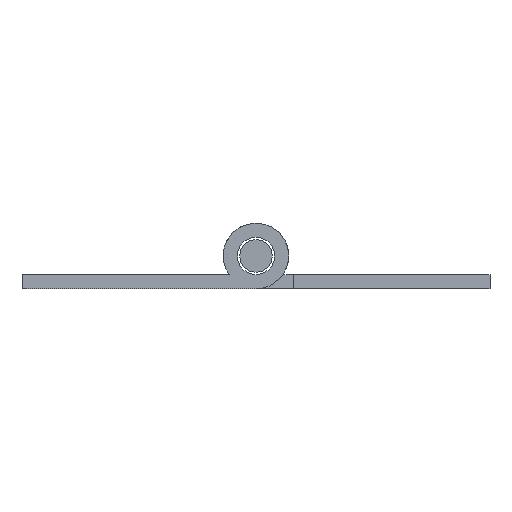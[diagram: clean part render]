
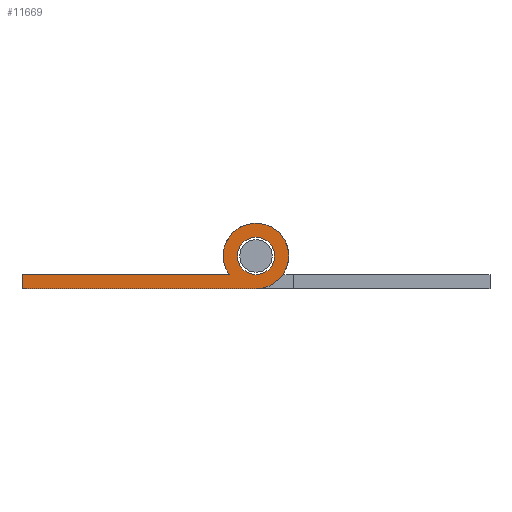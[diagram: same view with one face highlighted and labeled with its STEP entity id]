
A CAD part, front view. The second image highlights one B-rep face of the part: STEP entity #11669.
In plain terms, the highlighted planar face has unit normal (0, -1, 0).
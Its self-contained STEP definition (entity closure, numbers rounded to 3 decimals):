
#860 = DIRECTION ( 'NONE',  ( 0., 0., 1. ) ) ;
#861 = VECTOR ( 'NONE', #860, 1000. ) ;
#862 = CARTESIAN_POINT ( 'NONE',  ( -25., -900., -2. ) ) ;
#863 = LINE ( 'NONE', #862, #861 ) ;
#864 = DIRECTION ( 'NONE',  ( 0., 0., 1. ) ) ;
#865 = DIRECTION ( 'NONE',  ( 0., 1., 0. ) ) ;
#866 = CARTESIAN_POINT ( 'NONE',  ( 0., -900., 0. ) ) ;
#867 = AXIS2_PLACEMENT_3D ( 'NONE', #866, #865, #864 ) ;
#868 = PLANE ( 'NONE',  #867 ) ;
#869 = FACE_BOUND ( 'NONE', #11655, .T. ) ;
#870 = FACE_OUTER_BOUND ( 'NONE', #11670, .T. ) ;
#881 = DIRECTION ( 'NONE',  ( 0., 0., 1. ) ) ;
#882 = DIRECTION ( 'NONE',  ( 0., 1., 0. ) ) ;
#883 = CARTESIAN_POINT ( 'NONE',  ( 0., -900., 0. ) ) ;
#884 = AXIS2_PLACEMENT_3D ( 'NONE', #883, #882, #881 ) ;
#885 = CIRCLE ( 'NONE', #884, 2. ) ;
#886 = DIRECTION ( 'NONE',  ( 1., 0., 0. ) ) ;
#887 = VECTOR ( 'NONE', #886, 1000. ) ;
#888 = CARTESIAN_POINT ( 'NONE',  ( -2.872, -900., -2. ) ) ;
#889 = LINE ( 'NONE', #888, #887 ) ;
#910 = CARTESIAN_POINT ( 'NONE',  ( -2.872, -900., -2. ) ) ;
#911 = DIRECTION ( 'NONE',  ( 0., 0., 1. ) ) ;
#912 = DIRECTION ( 'NONE',  ( 0., 1., 0. ) ) ;
#913 = CARTESIAN_POINT ( 'NONE',  ( 0., -900., 0. ) ) ;
#914 = AXIS2_PLACEMENT_3D ( 'NONE', #913, #912, #911 ) ;
#915 = CIRCLE ( 'NONE', #914, 3.5 ) ;
#916 = CARTESIAN_POINT ( 'NONE',  ( 0., -900., -3.5 ) ) ;
#917 = DIRECTION ( 'NONE',  ( -1., 0., 0. ) ) ;
#918 = VECTOR ( 'NONE', #917, 1000. ) ;
#919 = CARTESIAN_POINT ( 'NONE',  ( -25., -900., -3.5 ) ) ;
#920 = LINE ( 'NONE', #919, #918 ) ;
#921 = CARTESIAN_POINT ( 'NONE',  ( -25., -900., -2. ) ) ;
#922 = CARTESIAN_POINT ( 'NONE',  ( -25., -900., -3.5 ) ) ;
#3644 = CARTESIAN_POINT ( 'NONE',  ( 0., -900., 2. ) ) ;
#3739 = CARTESIAN_POINT ( 'NONE',  ( 0., -900., -2. ) ) ;
#3740 = DIRECTION ( 'NONE',  ( 0., 0., 1. ) ) ;
#3741 = DIRECTION ( 'NONE',  ( 0., 1., 0. ) ) ;
#3742 = CARTESIAN_POINT ( 'NONE',  ( 0., -900., 0. ) ) ;
#3743 = AXIS2_PLACEMENT_3D ( 'NONE', #3742, #3741, #3740 ) ;
#3744 = CIRCLE ( 'NONE', #3743, 2. ) ;
#11653 = ORIENTED_EDGE ( 'NONE', *, *, #11654, .F. ) ;
#11654 = EDGE_CURVE ( 'NONE', #11674, #11680, #889, .T. ) ;
#11655 = EDGE_LOOP ( 'NONE', ( #11656, #11657 ) ) ;
#11656 = ORIENTED_EDGE ( 'NONE', *, *, #13686, .T. ) ;
#11657 = ORIENTED_EDGE ( 'NONE', *, *, #11658, .T. ) ;
#11658 = EDGE_CURVE ( 'NONE', #13633, #13687, #885, .T. ) ;
#11669 = ADVANCED_FACE ( 'NONE', ( #870, #869 ), #868, .F. ) ;
#11670 = EDGE_LOOP ( 'NONE', ( #11671, #11675, #11678, #11653 ) ) ;
#11671 = ORIENTED_EDGE ( 'NONE', *, *, #11672, .F. ) ;
#11672 = EDGE_CURVE ( 'NONE', #11673, #11674, #863, .T. ) ;
#11673 = VERTEX_POINT ( 'NONE', #922 ) ;
#11674 = VERTEX_POINT ( 'NONE', #921 ) ;
#11675 = ORIENTED_EDGE ( 'NONE', *, *, #11676, .F. ) ;
#11676 = EDGE_CURVE ( 'NONE', #11677, #11673, #920, .T. ) ;
#11677 = VERTEX_POINT ( 'NONE', #916 ) ;
#11678 = ORIENTED_EDGE ( 'NONE', *, *, #11679, .F. ) ;
#11679 = EDGE_CURVE ( 'NONE', #11680, #11677, #915, .T. ) ;
#11680 = VERTEX_POINT ( 'NONE', #910 ) ;
#13633 = VERTEX_POINT ( 'NONE', #3644 ) ;
#13686 = EDGE_CURVE ( 'NONE', #13687, #13633, #3744, .T. ) ;
#13687 = VERTEX_POINT ( 'NONE', #3739 ) ;
